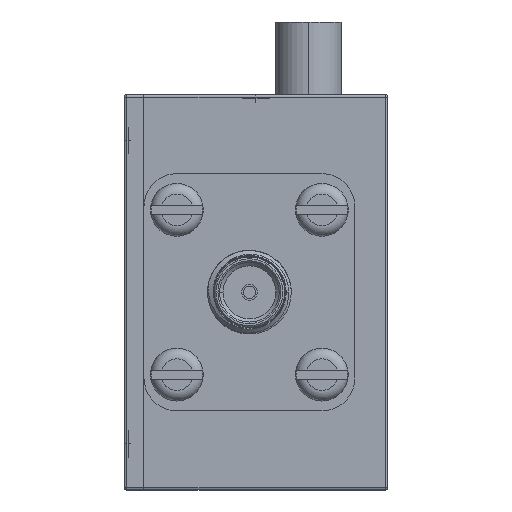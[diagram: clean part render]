
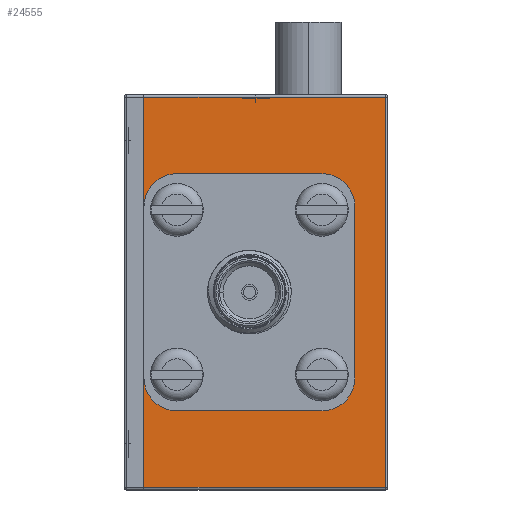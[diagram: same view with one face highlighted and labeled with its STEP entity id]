
A CAD part, left-side view. The second image highlights one B-rep face of the part: STEP entity #24555.
In plain terms, the highlighted planar face has unit normal (-1, 0, 0).
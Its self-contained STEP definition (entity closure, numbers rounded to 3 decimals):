
#444 = EDGE_CURVE ( 'NONE', #3217, #10710, #9580, .T. ) ;
#1633 = CARTESIAN_POINT ( 'NONE',  ( -63., 18.5, -15. ) ) ;
#2272 = LINE ( 'NONE', #17593, #20771 ) ;
#2730 = VECTOR ( 'NONE', #3220, 1000. ) ;
#3217 = VERTEX_POINT ( 'NONE', #15433 ) ;
#3220 = DIRECTION ( 'NONE',  ( 0., 0., 1. ) ) ;
#3361 = CARTESIAN_POINT ( 'NONE',  ( -63., 18.5, -14.8 ) ) ;
#3841 = ORIENTED_EDGE ( 'NONE', *, *, #9872, .T. ) ;
#4076 = DIRECTION ( 'NONE',  ( 0., 0., 1. ) ) ;
#5293 = VECTOR ( 'NONE', #4076, 1000. ) ;
#5654 = CARTESIAN_POINT ( 'NONE',  ( -63., 18.5, -15. ) ) ;
#6397 = LINE ( 'NONE', #1633, #5293 ) ;
#7018 = CARTESIAN_POINT ( 'NONE',  ( -63., 0.2, 14.8 ) ) ;
#7135 = EDGE_LOOP ( 'NONE', ( #26856, #3841, #23320, #16478 ) ) ;
#7701 = EDGE_CURVE ( 'NONE', #22600, #3217, #27605, .T. ) ;
#9580 = LINE ( 'NONE', #24822, #2730 ) ;
#9872 = EDGE_CURVE ( 'NONE', #10710, #15455, #2272, .T. ) ;
#10710 = VERTEX_POINT ( 'NONE', #7018 ) ;
#11940 = DIRECTION ( 'NONE',  ( 0., -1., 0. ) ) ;
#14052 = FACE_OUTER_BOUND ( 'NONE', #7135, .T. ) ;
#14345 = DIRECTION ( 'NONE',  ( 0., 0., -1. ) ) ;
#15433 = CARTESIAN_POINT ( 'NONE',  ( -63., 0.2, -14.8 ) ) ;
#15455 = VERTEX_POINT ( 'NONE', #20693 ) ;
#15469 = DIRECTION ( 'NONE',  ( 0., 1., 0. ) ) ;
#16478 = ORIENTED_EDGE ( 'NONE', *, *, #7701, .T. ) ;
#17335 = AXIS2_PLACEMENT_3D ( 'NONE', #5654, #22641, #14345 ) ;
#17593 = CARTESIAN_POINT ( 'NONE',  ( -63., 18.5, 14.8 ) ) ;
#20693 = CARTESIAN_POINT ( 'NONE',  ( -63., 18.5, 14.8 ) ) ;
#20771 = VECTOR ( 'NONE', #15469, 1000. ) ;
#22600 = VERTEX_POINT ( 'NONE', #3361 ) ;
#22641 = DIRECTION ( 'NONE',  ( 1., 0., 0. ) ) ;
#23320 = ORIENTED_EDGE ( 'NONE', *, *, #25099, .F. ) ;
#24555 = ADVANCED_FACE ( 'NONE', ( #14052 ), #25193, .F. ) ;
#24822 = CARTESIAN_POINT ( 'NONE',  ( -63., 0.2, -15. ) ) ;
#25050 = CARTESIAN_POINT ( 'NONE',  ( -63., 18.5, -14.8 ) ) ;
#25099 = EDGE_CURVE ( 'NONE', #22600, #15455, #6397, .T. ) ;
#25193 = PLANE ( 'NONE',  #17335 ) ;
#26856 = ORIENTED_EDGE ( 'NONE', *, *, #444, .T. ) ;
#27472 = VECTOR ( 'NONE', #11940, 1000. ) ;
#27605 = LINE ( 'NONE', #25050, #27472 ) ;
